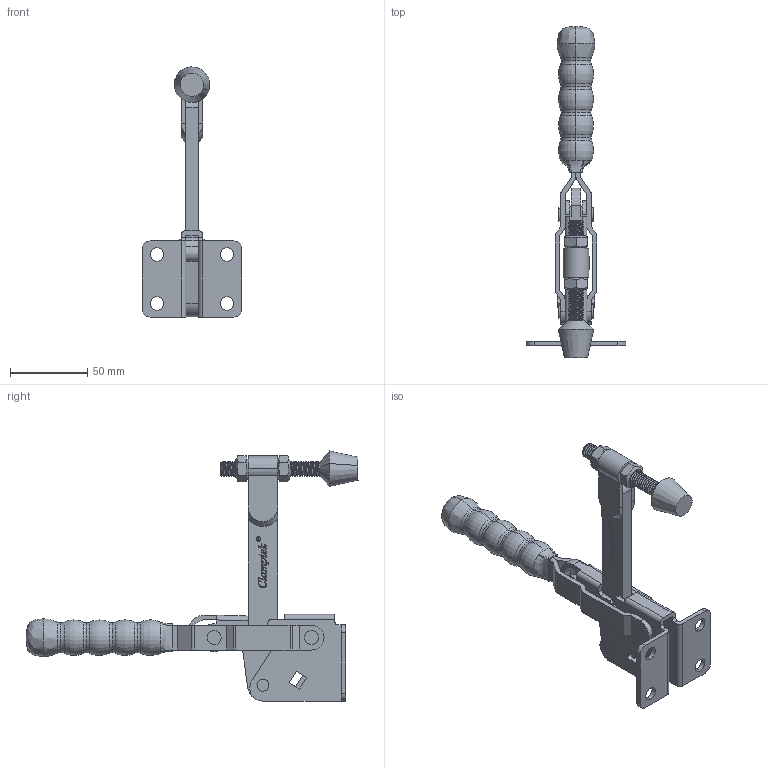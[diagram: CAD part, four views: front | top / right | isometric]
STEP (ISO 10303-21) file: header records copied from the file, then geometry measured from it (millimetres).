
FILE_DESCRIPTION (( 'STEP AP203' ), '1' );
FILE_NAME ('CH-12275.STEP', '2012-09-19T13:26:40', ( '微软用户' ), ( '微软中国' ), 'SwSTEP 2.0', 'SolidWorks 2010', '' );
FILE_SCHEMA (( 'CONFIG_CONTROL_DESIGN' ));
Length unit declared in the file: millimetre
Products named in the file (12): CH-12265-08; CH-12265-01 FLANGED BASE; CH-12265-09; CH-12265-03 STRAIGHT HANDLE; CH-12275; CH-12275-02 SOLID BAR_默认<按加工>; CH-12265-05; CH-12265-04 CONNECTING-PLATE; CH-12265-06; CH-12265-07; CH-FC-38312 SPINDLE SUPPLIED; CH-FC-38312 Nut
Assembly tree (16 placements, depth 2):
  CH-12275
    CH-12265-09  x2
    CH-12265-06  x2
    CH-FC-38312 Nut  x2
    CH-12265-05  x2
    CH-12265-03 STRAIGHT HANDLE
    CH-12265-08  x2
    CH-12265-01 FLANGED BASE
    CH-12265-07
    CH-FC-38312 SPINDLE SUPPLIED
    CH-12265-04 CONNECTING-PLATE
    CH-12275-02 SOLID BAR_默认<按加工>
Bounding box: 64.3 x 214.64 x 161.69 mm (x, y, z)
Volume: 114665 mm3; surface area: 73160.8 mm2
Topology: 20 solids, 21 shells, 840 faces, 2222 edges, 1446 vertices
Faces by surface type: plane 301, cylinder 240, bspline 177, cone 98, torus 24
Entity records: 46558 total; most frequent: CARTESIAN_POINT 27545, ORIENTED_EDGE 4080, DIRECTION 3036, EDGE_CURVE 2040, VERTEX_POINT 1336, VECTOR 1080, LINE 1080, AXIS2_PLACEMENT_3D 978
